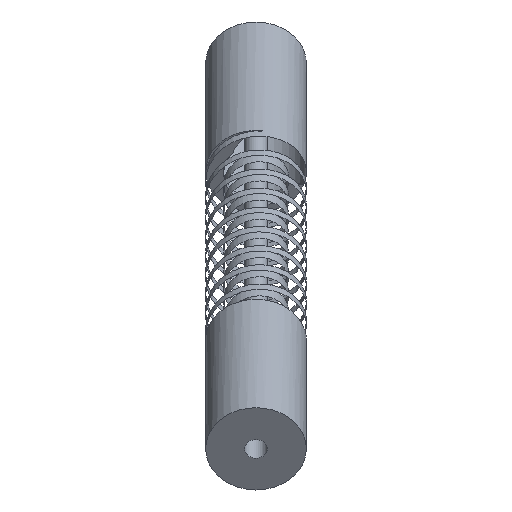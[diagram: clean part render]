
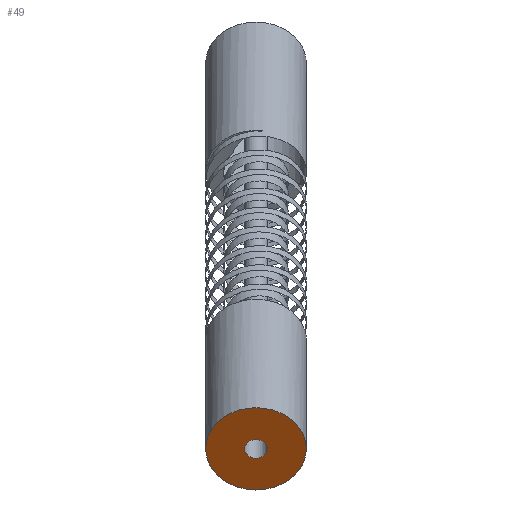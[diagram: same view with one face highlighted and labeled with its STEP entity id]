
A CAD part, isometric view. The second image highlights one B-rep face of the part: STEP entity #49.
In plain terms, the highlighted planar face has unit normal (-0.707, -0.707, 0).
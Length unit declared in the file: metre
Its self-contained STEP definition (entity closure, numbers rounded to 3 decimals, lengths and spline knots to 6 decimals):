
#49 = ADVANCED_FACE( '', ( #98, #99 ), #100, .F. );
#98 = FACE_BOUND( '', #143, .T. );
#99 = FACE_OUTER_BOUND( '', #144, .T. );
#100 = PLANE( '', #145 );
#143 = EDGE_LOOP( '', ( #828 ) );
#144 = EDGE_LOOP( '', ( #829 ) );
#145 = AXIS2_PLACEMENT_3D( '', #830, #831, #832 );
#828 = ORIENTED_EDGE( '', *, *, #1487, .F. );
#829 = ORIENTED_EDGE( '', *, *, #1480, .T. );
#830 = CARTESIAN_POINT( '', ( -0.367789, 0.106442, 0.588 ) );
#831 = DIRECTION( '', ( 0.707, 0.707, 0. ) );
#832 = DIRECTION( '', ( 0.707, -0.707, 0. ) );
#1480 = EDGE_CURVE( '', #1522, #1522, #1523, .T. );
#1487 = EDGE_CURVE( '', #1531, #1531, #1532, .T. );
#1522 = VERTEX_POINT( '', #3809 );
#1523 = CIRCLE( '', #3810, 0.027883 );
#1531 = VERTEX_POINT( '', #5692 );
#1532 = CIRCLE( '', #5693, 0.00635 );
#3809 = CARTESIAN_POINT( '', ( -0.348073, 0.086726, 0.588 ) );
#3810 = AXIS2_PLACEMENT_3D( '', #5728, #5729, #5730 );
#5692 = CARTESIAN_POINT( '', ( -0.363298, 0.101952, 0.588 ) );
#5693 = AXIS2_PLACEMENT_3D( '', #5731, #5732, #5733 );
#5728 = CARTESIAN_POINT( '', ( -0.367789, 0.106442, 0.588 ) );
#5729 = DIRECTION( '', ( -0.707, -0.707, 0. ) );
#5730 = DIRECTION( '', ( 0.707, -0.707, 0. ) );
#5731 = CARTESIAN_POINT( '', ( -0.367789, 0.106442, 0.588 ) );
#5732 = DIRECTION( '', ( -0.707, -0.707, 0. ) );
#5733 = DIRECTION( '', ( 0.707, -0.707, 0. ) );
